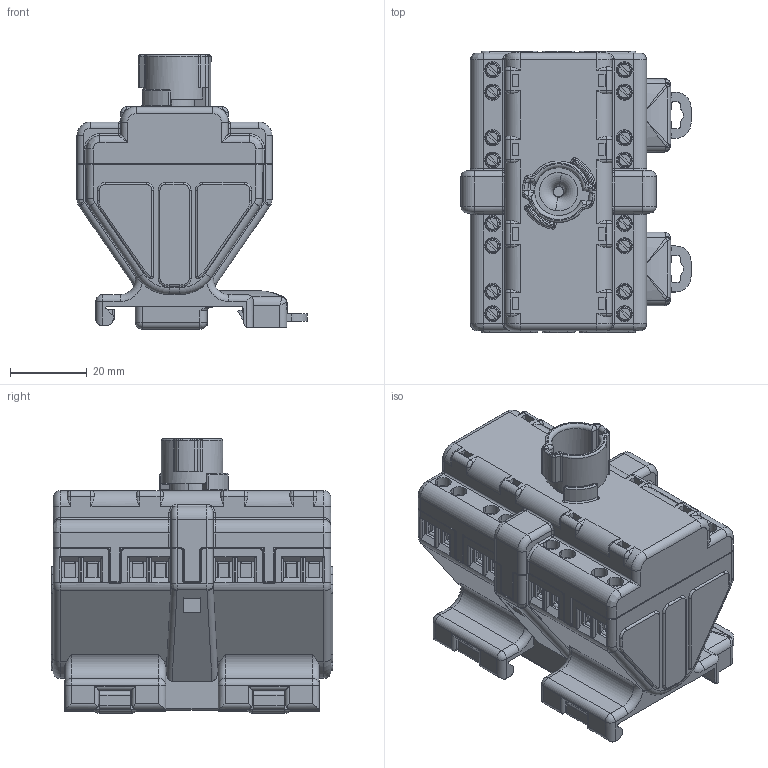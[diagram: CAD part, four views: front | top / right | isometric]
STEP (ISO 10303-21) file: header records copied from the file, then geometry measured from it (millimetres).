
FILE_DESCRIPTION((''),'2;1');
FILE_NAME('05-1141-0207_-0313_GEHAEUSE','2023-10-20T12:45:22',('Beil'),(''),'CREO PARAMETRIC BY PTC INC, 2019030','CREO PARAMETRIC BY PTC INC, 2019030','');
FILE_SCHEMA(('CONFIG_CONTROL_DESIGN','SHAPE_APPEARANCE_LAYERS_GROUPS'));
Products named in the file (1): 05-1141-0207_-0313_GEHAEUSE
Bounding box: 59.91 x 73.3 x 71.4 mm (x, y, z)
Volume: 140991.9 mm3; surface area: 49023.9 mm2
Topology: 7 solids, 7 shells, 3187 faces, 8553 edges, 5396 vertices
Faces by surface type: plane 1742, cylinder 895, torus 280, bspline 168, cone 64, sphere 38
Entity records: 145371 total; most frequent: CARTESIAN_POINT 27790, ORIENTED_EDGE 17098, DIRECTION 16114, PRESENTATION_STYLE_ASSIGNMENT 9617, STYLED_ITEM 8552, CURVE_STYLE 8549, EDGE_CURVE 8549, VECTOR 5580
